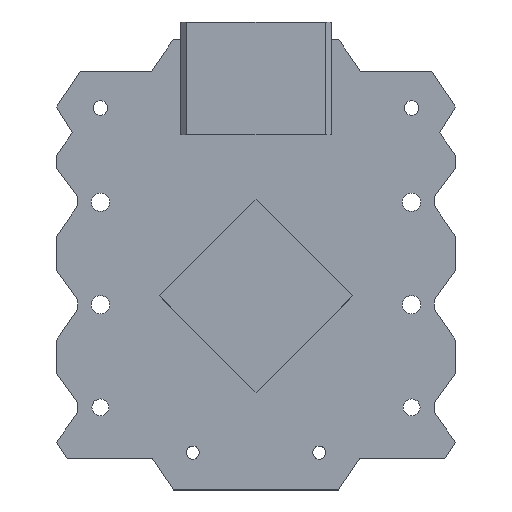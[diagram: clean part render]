
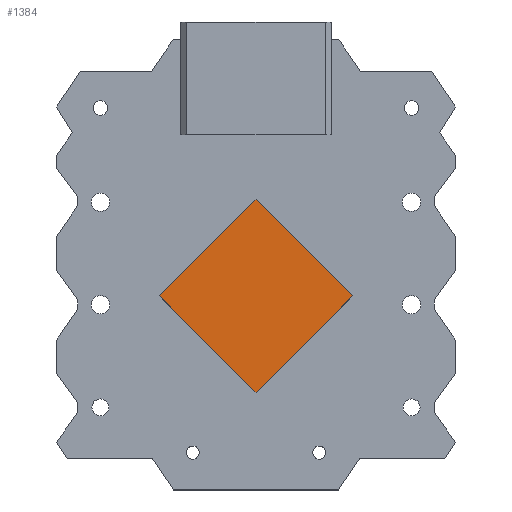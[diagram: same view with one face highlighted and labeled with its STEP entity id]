
A CAD part, top view. The second image highlights one B-rep face of the part: STEP entity #1384.
In plain terms, the highlighted planar face has unit normal (0, 0, 1).
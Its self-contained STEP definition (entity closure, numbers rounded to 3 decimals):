
#84=FACE_OUTER_BOUND('',#153,.T.);
#153=EDGE_LOOP('',(#981,#982,#983,#984));
#260=LINE('',#1974,#438);
#263=LINE('',#1980,#441);
#266=LINE('',#1986,#444);
#269=LINE('',#1990,#447);
#438=VECTOR('',#1601,10.);
#441=VECTOR('',#1606,10.);
#444=VECTOR('',#1611,10.);
#447=VECTOR('',#1616,10.);
#607=VERTEX_POINT('',#1971);
#608=VERTEX_POINT('',#1973);
#610=VERTEX_POINT('',#1979);
#612=VERTEX_POINT('',#1985);
#748=EDGE_CURVE('',#608,#607,#260,.T.);
#751=EDGE_CURVE('',#610,#608,#263,.T.);
#754=EDGE_CURVE('',#612,#610,#266,.T.);
#757=EDGE_CURVE('',#607,#612,#269,.T.);
#981=ORIENTED_EDGE('',*,*,#757,.T.);
#982=ORIENTED_EDGE('',*,*,#754,.T.);
#983=ORIENTED_EDGE('',*,*,#751,.T.);
#984=ORIENTED_EDGE('',*,*,#748,.T.);
#1325=PLANE('',#1468);
#1384=ADVANCED_FACE('',(#84),#1325,.T.);
#1468=AXIS2_PLACEMENT_3D('',#1991,#1617,#1618);
#1601=DIRECTION('',(-0.707,0.707,0.));
#1606=DIRECTION('',(0.707,0.707,0.));
#1611=DIRECTION('',(0.707,-0.707,0.));
#1616=DIRECTION('',(-0.707,-0.707,0.));
#1617=DIRECTION('center_axis',(0.,0.,1.));
#1618=DIRECTION('ref_axis',(1.,0.,0.));
#1971=CARTESIAN_POINT('',(0.,3.31,2.02));
#1973=CARTESIAN_POINT('',(4.879,-1.569,2.02));
#1974=CARTESIAN_POINT('',(0.,3.31,2.02));
#1979=CARTESIAN_POINT('',(0.,-6.448,2.02));
#1980=CARTESIAN_POINT('',(4.879,-1.569,2.02));
#1985=CARTESIAN_POINT('',(-4.879,-1.569,2.02));
#1986=CARTESIAN_POINT('',(0.,-6.448,2.02));
#1990=CARTESIAN_POINT('',(-4.879,-1.569,2.02));
#1991=CARTESIAN_POINT('Origin',(0.,-1.569,2.02));
